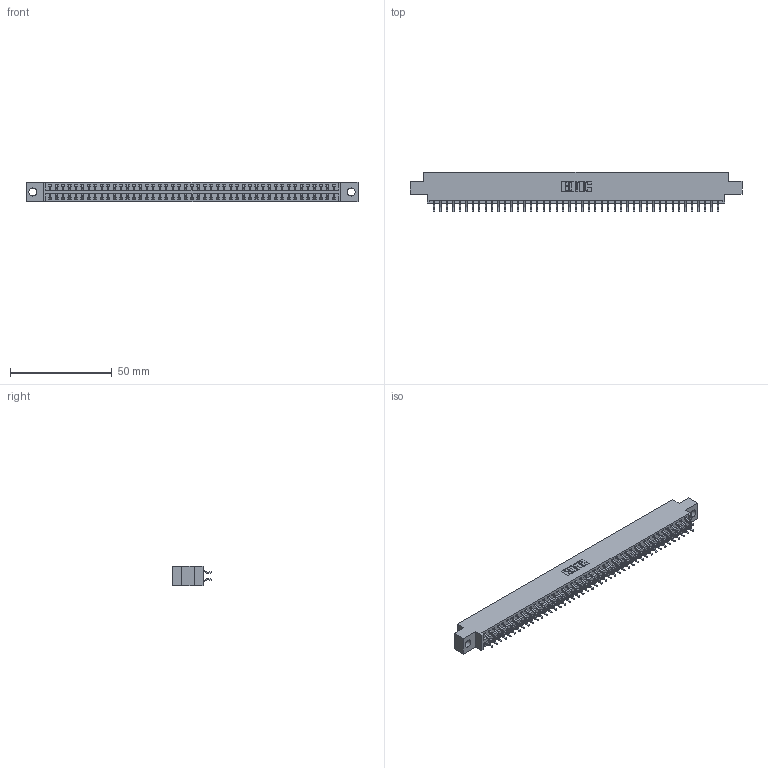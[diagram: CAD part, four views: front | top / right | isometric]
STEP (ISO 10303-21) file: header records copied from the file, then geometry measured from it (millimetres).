
FILE_DESCRIPTION (( 'STEP AP203' ), '1' );
FILE_NAME ('396-090-556-804.STEP', '2019-11-02T15:39:33', ( '' ), ( '' ), 'SwSTEP 2.0', 'SolidWorks 2016', '' );
FILE_SCHEMA (( 'CONFIG_CONTROL_DESIGN' ));
Length unit declared in the file: inch
Products named in the file (3): 396-090-556-804; 346 Part_0.170 Offset - 0.156 Dia-TH; 345-292-001_556 Tail
Assembly tree (91 placements, depth 2):
  396-090-556-804
    346 Part_0.170 Offset - 0.156 Dia-TH
    345-292-001_556 Tail  x90
Bounding box: 163.45 x 19.57 x 9.4 mm (x, y, z)
Volume: 15715.6 mm3; surface area: 21558.6 mm2
Topology: 91 solids, 91 shells, 5346 faces, 15911 edges, 10486 vertices
Faces by surface type: plane 3590, cylinder 1756
Entity records: 29319 total; most frequent: CARTESIAN_POINT 4844, ORIENTED_EDGE 4766, DIRECTION 4307, EDGE_CURVE 2383, LINE 2063, VECTOR 2063, VERTEX_POINT 1586, AXIS2_PLACEMENT_3D 1122
